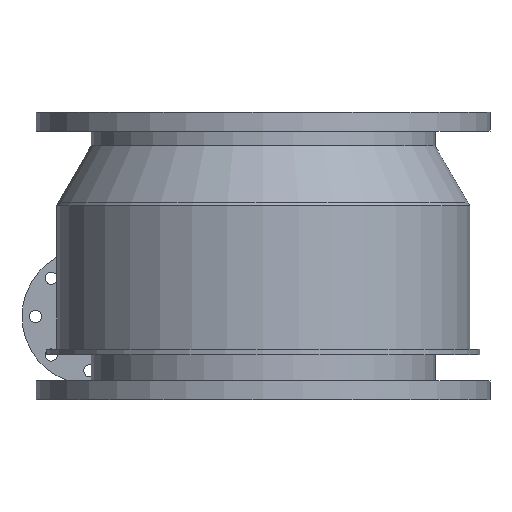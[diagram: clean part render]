
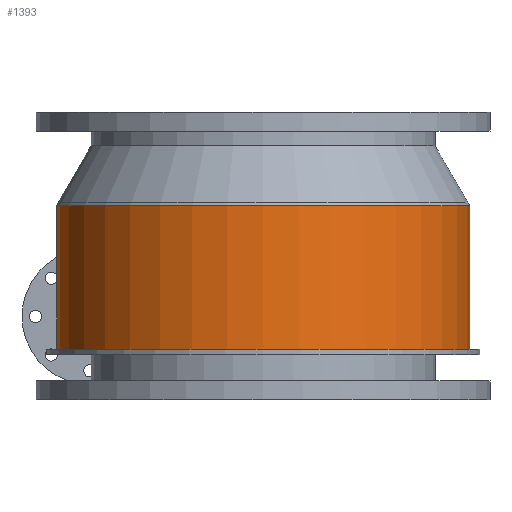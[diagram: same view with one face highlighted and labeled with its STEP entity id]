
A CAD part, front view. The second image highlights one B-rep face of the part: STEP entity #1393.
In plain terms, the highlighted cylindrical face has radius 305 mm (diameter 610 mm), a full revolution.
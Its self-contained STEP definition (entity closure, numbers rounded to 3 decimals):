
#233=FACE_BOUND('',#580,.T.);
#317=FACE_OUTER_BOUND('',#579,.T.);
#579=EDGE_LOOP('',(#1242));
#580=EDGE_LOOP('',(#1243));
#711=CIRCLE('',#1614,305.);
#713=CIRCLE('',#1618,305.);
#844=VERTEX_POINT('',#2540);
#846=VERTEX_POINT('',#2546);
#977=EDGE_CURVE('',#844,#844,#711,.T.);
#979=EDGE_CURVE('',#846,#846,#713,.T.);
#1242=ORIENTED_EDGE('',*,*,#977,.F.);
#1243=ORIENTED_EDGE('',*,*,#979,.F.);
#1310=CYLINDRICAL_SURFACE('',#1617,305.);
#1393=ADVANCED_FACE('',(#317,#233),#1310,.T.);
#1614=AXIS2_PLACEMENT_3D('',#2541,#2040,#2041);
#1617=AXIS2_PLACEMENT_3D('',#2545,#2046,#2047);
#1618=AXIS2_PLACEMENT_3D('',#2547,#2048,#2049);
#2040=DIRECTION('center_axis',(0.,0.,1.));
#2041=DIRECTION('ref_axis',(-1.,0.,0.));
#2046=DIRECTION('center_axis',(0.,0.,1.));
#2047=DIRECTION('ref_axis',(-1.,0.,0.));
#2048=DIRECTION('center_axis',(0.,0.,-1.));
#2049=DIRECTION('ref_axis',(-1.,0.,0.));
#2540=CARTESIAN_POINT('',(305.,0.,212.));
#2541=CARTESIAN_POINT('Origin',(0.,0.,212.));
#2545=CARTESIAN_POINT('Origin',(0.,0.,0.));
#2546=CARTESIAN_POINT('',(305.,0.,0.));
#2547=CARTESIAN_POINT('Origin',(0.,0.,0.));
